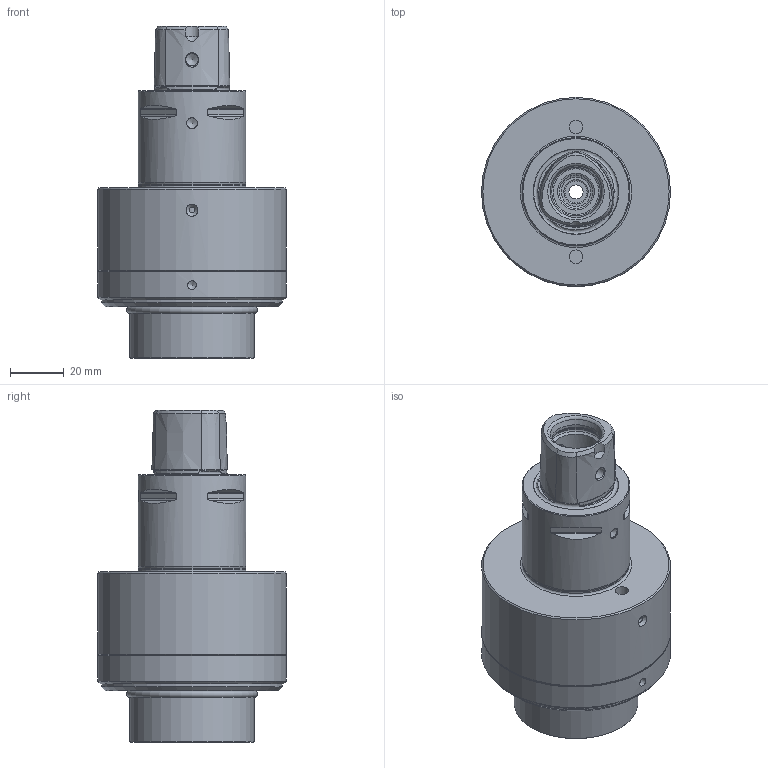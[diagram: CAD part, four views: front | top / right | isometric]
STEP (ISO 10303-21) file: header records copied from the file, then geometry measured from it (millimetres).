
FILE_DESCRIPTION(/* description */ (''),/* implementation_level */ '2;1');
FILE_NAME(/* name */ '280493203.stp',/* time_stamp */ '2021-01-21T07:16:52',/* author */ ('LRA'),/* organization */ ('REGO-FIX'),/* preprocessor_version */ ' Unknown',/* originating_system */ 'SIEMENS PLM Software Solid Edge ST10',/* authorization */ 'Unknown');
FILE_SCHEMA (('AUTOMOTIVE_DESIGN { 1 0 10303 214 2 1 1}'));
Length unit declared in the file: millimetre
Products named in the file (1): NOCUT
Bounding box: 70 x 70 x 123 mm (x, y, z)
Volume: 175266.9 mm3; surface area: 57510.2 mm2
Topology: 1 solids, 3 shells, 215 faces, 504 edges, 316 vertices
Faces by surface type: cone 92, cylinder 52, plane 43, torus 25, bspline 3
Full cylindrical faces by diameter (mm): 2.113 x1, 3.2 x2, 4 x1, 4.6 x2, 5 x4, 5.2 x2, 7.4 x1, 9 x2, 10.917 x1, 12 x1, 12.376 x1, 12.5 x1, 18 x2, 20 x1, 24 x1, 36 x1, 39.65 x1, 40 x1, 40.5 x1, 46 x2, 46.2 x1, 53.4 x1, 54 x1, 56 x1, 56.6 x1, 58.4 x1, 58.5 x1, 59 x1, 60 x1, 60.5 x1
Entity records: 7978 total; most frequent: CARTESIAN_POINT 2290, DIRECTION 892, ORIENTED_EDGE 666, AXIS2_PLACEMENT_3D 418, FACE_BOUND 378, EDGE_LOOP 373, EDGE_CURVE 333, VERTEX_POINT 269
